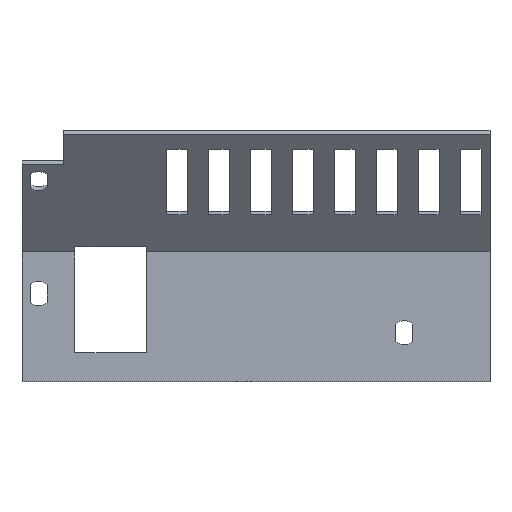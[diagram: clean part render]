
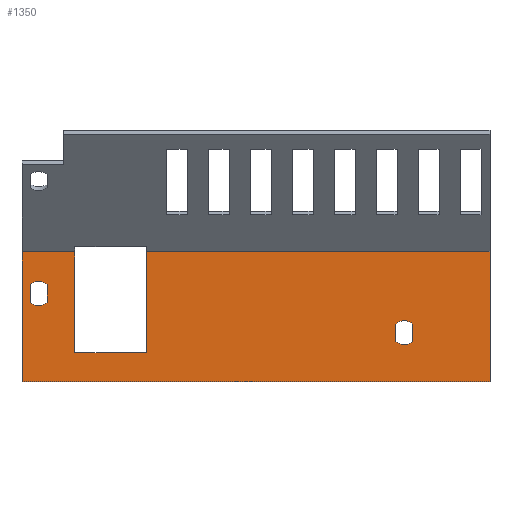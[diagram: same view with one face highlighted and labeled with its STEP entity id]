
A CAD part, top view. The second image highlights one B-rep face of the part: STEP entity #1350.
In plain terms, the highlighted planar face has unit normal (0, 0, 1).
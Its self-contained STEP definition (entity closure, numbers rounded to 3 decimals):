
#14 = CARTESIAN_POINT ( 'NONE',  ( -37.65, -5.572, 0. ) ) ;
#44 = VECTOR ( 'NONE', #777, 1000. ) ;
#65 = VECTOR ( 'NONE', #2254, 1000. ) ;
#67 = EDGE_CURVE ( 'NONE', #523, #726, #1020, .T. ) ;
#72 = CARTESIAN_POINT ( 'NONE',  ( -30.25, 1.401, 0. ) ) ;
#84 = DIRECTION ( 'NONE',  ( 0., -1., 0. ) ) ;
#97 = CARTESIAN_POINT ( 'NONE',  ( 39.05, -21.7, 0. ) ) ;
#105 = VERTEX_POINT ( 'NONE', #1610 ) ;
#116 = VECTOR ( 'NONE', #802, 1000. ) ;
#141 = EDGE_CURVE ( 'NONE', #2258, #541, #1888, .T. ) ;
#144 = CARTESIAN_POINT ( 'NONE',  ( 39.05, -0.07, 0. ) ) ;
#154 = EDGE_CURVE ( 'NONE', #1837, #608, #1706, .T. ) ;
#192 = AXIS2_PLACEMENT_3D ( 'NONE', #924, #2279, #403 ) ;
#217 = FACE_BOUND ( 'NONE', #310, .T. ) ;
#227 = PLANE ( 'NONE',  #626 ) ;
#230 = AXIS2_PLACEMENT_3D ( 'NONE', #908, #1437, #556 ) ;
#276 = ORIENTED_EDGE ( 'NONE', *, *, #141, .F. ) ;
#310 = EDGE_LOOP ( 'NONE', ( #2100, #1549, #1479, #1667 ) ) ;
#325 = EDGE_CURVE ( 'NONE', #607, #1926, #461, .T. ) ;
#357 = DIRECTION ( 'NONE',  ( 0., 0., -1. ) ) ;
#364 = CARTESIAN_POINT ( 'NONE',  ( 26.15, -14.978, 0. ) ) ;
#403 = DIRECTION ( 'NONE',  ( 1., 0., 0. ) ) ;
#447 = CARTESIAN_POINT ( 'NONE',  ( -37.65, -5.572, 0. ) ) ;
#461 = LINE ( 'NONE', #1165, #2142 ) ;
#482 = LINE ( 'NONE', #1187, #65 ) ;
#502 = VERTEX_POINT ( 'NONE', #1899 ) ;
#523 = VERTEX_POINT ( 'NONE', #144 ) ;
#538 = CARTESIAN_POINT ( 'NONE',  ( -18.25, -0.07, 0. ) ) ;
#539 = VECTOR ( 'NONE', #904, 1000. ) ;
#541 = VERTEX_POINT ( 'NONE', #364 ) ;
#556 = DIRECTION ( 'NONE',  ( 1., 0., 0. ) ) ;
#563 = LINE ( 'NONE', #1076, #539 ) ;
#564 = EDGE_CURVE ( 'NONE', #502, #607, #1072, .T. ) ;
#590 = ORIENTED_EDGE ( 'NONE', *, *, #154, .F. ) ;
#597 = ORIENTED_EDGE ( 'NONE', *, *, #67, .F. ) ;
#607 = VERTEX_POINT ( 'NONE', #1964 ) ;
#608 = VERTEX_POINT ( 'NONE', #2148 ) ;
#616 = ORIENTED_EDGE ( 'NONE', *, *, #1278, .F. ) ;
#626 = AXIS2_PLACEMENT_3D ( 'NONE', #1967, #357, #925 ) ;
#648 = ORIENTED_EDGE ( 'NONE', *, *, #2099, .F. ) ;
#657 = CARTESIAN_POINT ( 'NONE',  ( 23.35, -12.122, 0. ) ) ;
#672 = VECTOR ( 'NONE', #1303, 1000. ) ;
#689 = EDGE_CURVE ( 'NONE', #523, #1926, #1650, .T. ) ;
#702 = CARTESIAN_POINT ( 'NONE',  ( 24.75, -13.55, 0. ) ) ;
#723 = EDGE_CURVE ( 'NONE', #983, #1322, #2159, .T. ) ;
#726 = VERTEX_POINT ( 'NONE', #2170 ) ;
#747 = EDGE_CURVE ( 'NONE', #1661, #983, #1567, .T. ) ;
#776 = EDGE_CURVE ( 'NONE', #541, #1837, #1681, .T. ) ;
#777 = DIRECTION ( 'NONE',  ( 0., -1., 0. ) ) ;
#780 = VECTOR ( 'NONE', #1259, 1000. ) ;
#802 = DIRECTION ( 'NONE',  ( 0., 1., 0. ) ) ;
#898 = AXIS2_PLACEMENT_3D ( 'NONE', #1662, #1671, #1827 ) ;
#904 = DIRECTION ( 'NONE',  ( -1., 0., 0. ) ) ;
#907 = EDGE_LOOP ( 'NONE', ( #931, #1170, #1626, #1855, #648, #597, #1587, #1228 ) ) ;
#908 = CARTESIAN_POINT ( 'NONE',  ( -36.25, -7., 0. ) ) ;
#924 = CARTESIAN_POINT ( 'NONE',  ( 24.75, -13.55, 0. ) ) ;
#925 = DIRECTION ( 'NONE',  ( -1., 0., 0. ) ) ;
#929 = CARTESIAN_POINT ( 'NONE',  ( 26.15, -14.978, 0. ) ) ;
#931 = ORIENTED_EDGE ( 'NONE', *, *, #564, .F. ) ;
#949 = EDGE_CURVE ( 'NONE', #1322, #2105, #1782, .T. ) ;
#983 = VERTEX_POINT ( 'NONE', #14 ) ;
#1000 = VECTOR ( 'NONE', #1744, 1000. ) ;
#1020 = LINE ( 'NONE', #1042, #1000 ) ;
#1042 = CARTESIAN_POINT ( 'NONE',  ( 39.05, 0., 0. ) ) ;
#1055 = CARTESIAN_POINT ( 'NONE',  ( -34.85, -8.428, 0. ) ) ;
#1064 = VERTEX_POINT ( 'NONE', #1881 ) ;
#1066 = DIRECTION ( 'NONE',  ( 1., 0., 0. ) ) ;
#1072 = LINE ( 'NONE', #1763, #780 ) ;
#1074 = DIRECTION ( 'NONE',  ( 0., 0., 1. ) ) ;
#1075 = FACE_OUTER_BOUND ( 'NONE', #907, .T. ) ;
#1076 = CARTESIAN_POINT ( 'NONE',  ( 39.05, -0.07, 0. ) ) ;
#1130 = CARTESIAN_POINT ( 'NONE',  ( -34.85, -8.428, 0. ) ) ;
#1142 = DIRECTION ( 'NONE',  ( -1., 0., 0. ) ) ;
#1165 = CARTESIAN_POINT ( 'NONE',  ( -18.25, 1.401, 0. ) ) ;
#1170 = ORIENTED_EDGE ( 'NONE', *, *, #1451, .F. ) ;
#1187 = CARTESIAN_POINT ( 'NONE',  ( -39.05, 0., 0. ) ) ;
#1191 = EDGE_CURVE ( 'NONE', #2105, #1661, #1579, .T. ) ;
#1228 = ORIENTED_EDGE ( 'NONE', *, *, #325, .F. ) ;
#1259 = DIRECTION ( 'NONE',  ( 1., 0., 0. ) ) ;
#1278 = EDGE_CURVE ( 'NONE', #608, #2258, #2234, .T. ) ;
#1303 = DIRECTION ( 'NONE',  ( -1., 0., 0. ) ) ;
#1310 = LINE ( 'NONE', #97, #1974 ) ;
#1322 = VERTEX_POINT ( 'NONE', #1635 ) ;
#1343 = LINE ( 'NONE', #72, #2277 ) ;
#1350 = ADVANCED_FACE ( 'NONE', ( #1467, #217, #1075 ), #227, .F. ) ;
#1371 = DIRECTION ( 'NONE',  ( 0., -1., 0. ) ) ;
#1404 = DIRECTION ( 'NONE',  ( 0., 1., 0. ) ) ;
#1410 = VECTOR ( 'NONE', #1371, 1000. ) ;
#1437 = DIRECTION ( 'NONE',  ( 0., 0., 1. ) ) ;
#1451 = EDGE_CURVE ( 'NONE', #1064, #502, #1343, .T. ) ;
#1467 = FACE_BOUND ( 'NONE', #1783, .T. ) ;
#1479 = ORIENTED_EDGE ( 'NONE', *, *, #723, .F. ) ;
#1498 = VECTOR ( 'NONE', #1404, 1000. ) ;
#1549 = ORIENTED_EDGE ( 'NONE', *, *, #949, .F. ) ;
#1567 = CIRCLE ( 'NONE', #898, 2. ) ;
#1579 = LINE ( 'NONE', #1055, #1498 ) ;
#1587 = ORIENTED_EDGE ( 'NONE', *, *, #689, .T. ) ;
#1610 = CARTESIAN_POINT ( 'NONE',  ( -39.05, -21.7, 0. ) ) ;
#1613 = ORIENTED_EDGE ( 'NONE', *, *, #776, .F. ) ;
#1626 = ORIENTED_EDGE ( 'NONE', *, *, #1997, .T. ) ;
#1632 = EDGE_CURVE ( 'NONE', #1815, #105, #482, .T. ) ;
#1635 = CARTESIAN_POINT ( 'NONE',  ( -37.65, -8.428, 0. ) ) ;
#1638 = AXIS2_PLACEMENT_3D ( 'NONE', #702, #1074, #1066 ) ;
#1650 = LINE ( 'NONE', #2181, #672 ) ;
#1661 = VERTEX_POINT ( 'NONE', #2068 ) ;
#1662 = CARTESIAN_POINT ( 'NONE',  ( -36.25, -7., 0. ) ) ;
#1667 = ORIENTED_EDGE ( 'NONE', *, *, #747, .F. ) ;
#1671 = DIRECTION ( 'NONE',  ( 0., 0., 1. ) ) ;
#1681 = LINE ( 'NONE', #929, #116 ) ;
#1706 = CIRCLE ( 'NONE', #1638, 2. ) ;
#1744 = DIRECTION ( 'NONE',  ( 0., -1., 0. ) ) ;
#1763 = CARTESIAN_POINT ( 'NONE',  ( -30.25, -16.9, 0. ) ) ;
#1782 = CIRCLE ( 'NONE', #230, 2. ) ;
#1783 = EDGE_LOOP ( 'NONE', ( #1613, #276, #616, #590 ) ) ;
#1815 = VERTEX_POINT ( 'NONE', #2235 ) ;
#1827 = DIRECTION ( 'NONE',  ( 1., 0., 0. ) ) ;
#1837 = VERTEX_POINT ( 'NONE', #2074 ) ;
#1855 = ORIENTED_EDGE ( 'NONE', *, *, #1632, .T. ) ;
#1866 = DIRECTION ( 'NONE',  ( 0., 1., 0. ) ) ;
#1881 = CARTESIAN_POINT ( 'NONE',  ( -30.25, -0.07, 0. ) ) ;
#1888 = CIRCLE ( 'NONE', #192, 2. ) ;
#1899 = CARTESIAN_POINT ( 'NONE',  ( -30.25, -16.9, 0. ) ) ;
#1926 = VERTEX_POINT ( 'NONE', #538 ) ;
#1964 = CARTESIAN_POINT ( 'NONE',  ( -18.25, -16.9, 0. ) ) ;
#1967 = CARTESIAN_POINT ( 'NONE',  ( 39.05, 0., 0. ) ) ;
#1974 = VECTOR ( 'NONE', #1142, 1000. ) ;
#1997 = EDGE_CURVE ( 'NONE', #1064, #1815, #563, .T. ) ;
#2068 = CARTESIAN_POINT ( 'NONE',  ( -34.85, -5.572, 0. ) ) ;
#2074 = CARTESIAN_POINT ( 'NONE',  ( 26.15, -12.122, 0. ) ) ;
#2099 = EDGE_CURVE ( 'NONE', #726, #105, #1310, .T. ) ;
#2100 = ORIENTED_EDGE ( 'NONE', *, *, #1191, .F. ) ;
#2105 = VERTEX_POINT ( 'NONE', #1130 ) ;
#2142 = VECTOR ( 'NONE', #1866, 1000. ) ;
#2148 = CARTESIAN_POINT ( 'NONE',  ( 23.35, -12.122, 0. ) ) ;
#2159 = LINE ( 'NONE', #447, #44 ) ;
#2170 = CARTESIAN_POINT ( 'NONE',  ( 39.05, -21.7, 0. ) ) ;
#2181 = CARTESIAN_POINT ( 'NONE',  ( 39.05, -0.07, 0. ) ) ;
#2234 = LINE ( 'NONE', #657, #1410 ) ;
#2235 = CARTESIAN_POINT ( 'NONE',  ( -39.05, -0.07, 0. ) ) ;
#2254 = DIRECTION ( 'NONE',  ( 0., -1., 0. ) ) ;
#2257 = CARTESIAN_POINT ( 'NONE',  ( 23.35, -14.978, 0. ) ) ;
#2258 = VERTEX_POINT ( 'NONE', #2257 ) ;
#2277 = VECTOR ( 'NONE', #84, 1000. ) ;
#2279 = DIRECTION ( 'NONE',  ( 0., 0., 1. ) ) ;
